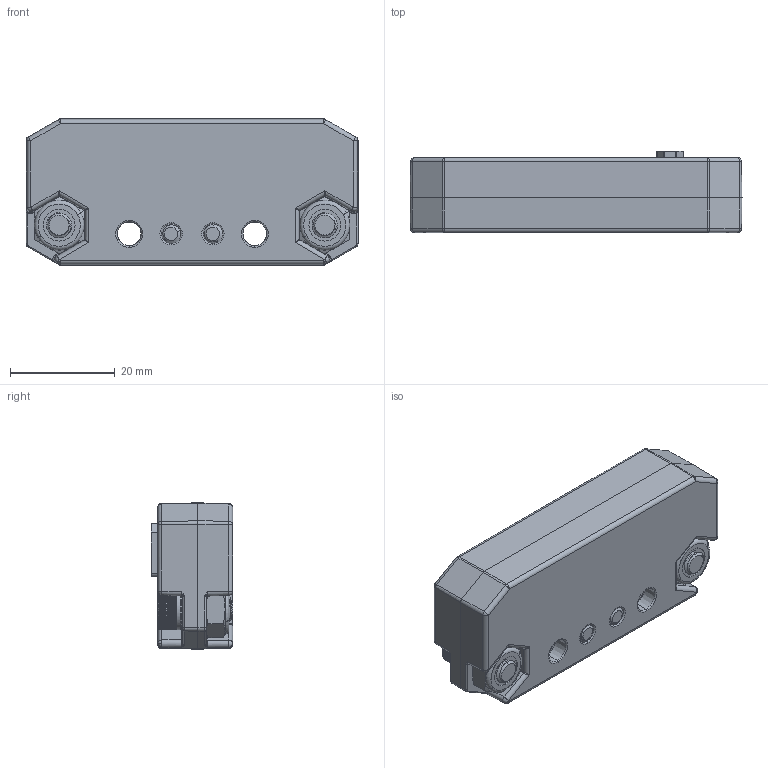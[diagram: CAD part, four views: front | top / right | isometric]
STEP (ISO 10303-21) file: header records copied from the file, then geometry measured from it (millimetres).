
FILE_DESCRIPTION (( 'STEP AP214' ), '1' );
FILE_NAME ('am-4990 XT30 Power Distribution Block.STEP', '2023-08-31T20:54:27', ( '' ), ( '' ), 'SwSTEP 2.0', 'SolidWorks 2022', '' );
FILE_SCHEMA (( 'AUTOMOTIVE_DESIGN' ));
Length unit declared in the file: inch
Products named in the file (10): ip-4990_bottom XT30 Power Distribution Block Bottom Housing; am-4990 XT30 Power Distribution Block; XT30 Female Header for Distribution Board; ip-4990_top XT30 Power Distribution Block Top Housing; 10-32x0375_shcs_90128A940; SHCS M4x10_91290A187; XT30 Male Header for Distribution Board; am-1063 10-32 Nylock Jam Nut_am-1063 10-32 Nylock Jam Nut; ip-4990 XT30 Power Distribution Block, without Housing; ip-4990_PCB XT30 Power Distribution Block, Bare PCB
Assembly tree (17 placements, depth 3):
  am-4990 XT30 Power Distribution Block
    ip-4990_bottom XT30 Power Distribution Block Bottom Housing
    ip-4990 XT30 Power Distribution Block, without Housing
      ip-4990_PCB XT30 Power Distribution Block, Bare PCB
      XT30 Female Header for Distribution Board  x6
      XT30 Male Header for Distribution Board
    ip-4990_top XT30 Power Distribution Block Top Housing
    10-32x0375_shcs_90128A940  x2
    SHCS M4x10_91290A187  x2
    am-1063 10-32 Nylock Jam Nut_am-1063 10-32 Nylock Jam Nut  x2
Bounding box: 63.5 x 15.56 x 27.97 mm (x, y, z)
Volume: 14983.1 mm3; surface area: 20868.3 mm2
Topology: 18 solids, 18 shells, 2783 faces, 7313 edges, 4570 vertices
Faces by surface type: cylinder 995, plane 919, cone 333, torus 282, bspline 166, sphere 88
Entity records: 62699 total; most frequent: CARTESIAN_POINT 23326, ORIENTED_EDGE 8550, DIRECTION 7685, EDGE_CURVE 4275, AXIS2_PLACEMENT_3D 3029, VERTEX_POINT 2612, EDGE_LOOP 1793, FACE_OUTER_BOUND 1701
